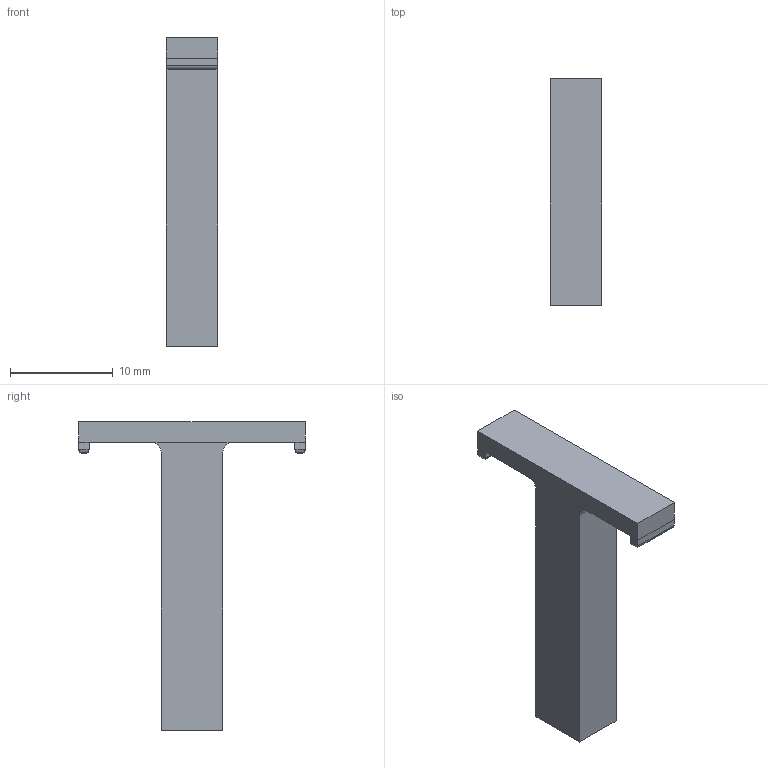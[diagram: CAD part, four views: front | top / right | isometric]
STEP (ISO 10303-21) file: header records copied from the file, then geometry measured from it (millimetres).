
FILE_DESCRIPTION(('FreeCAD Model'),'2;1');
FILE_NAME('Open CASCADE Shape Model','2024-03-29T15:50:02',('Author'),( ''),'Open CASCADE STEP processor 7.6','FreeCAD','Unknown');
FILE_SCHEMA(('AUTOMOTIVE_DESIGN { 1 0 10303 214 1 1 1 1 }'));
Length unit declared in the file: millimetre
Products named in the file (1): ESCholderLeft
Bounding box: 5 x 22 x 30 mm (x, y, z)
Volume: 1072.4 mm3; surface area: 962.7 mm2
Topology: 1 solids, 1 shells, 32 faces, 74 edges, 44 vertices
Faces by surface type: plane 22, cylinder 10
Entity records: 904 total; most frequent: DIRECTION 152, CARTESIAN_POINT 151, ORIENTED_EDGE 148, EDGE_CURVE 74, LINE 62, VECTOR 62, AXIS2_PLACEMENT_3D 45, VERTEX_POINT 44
